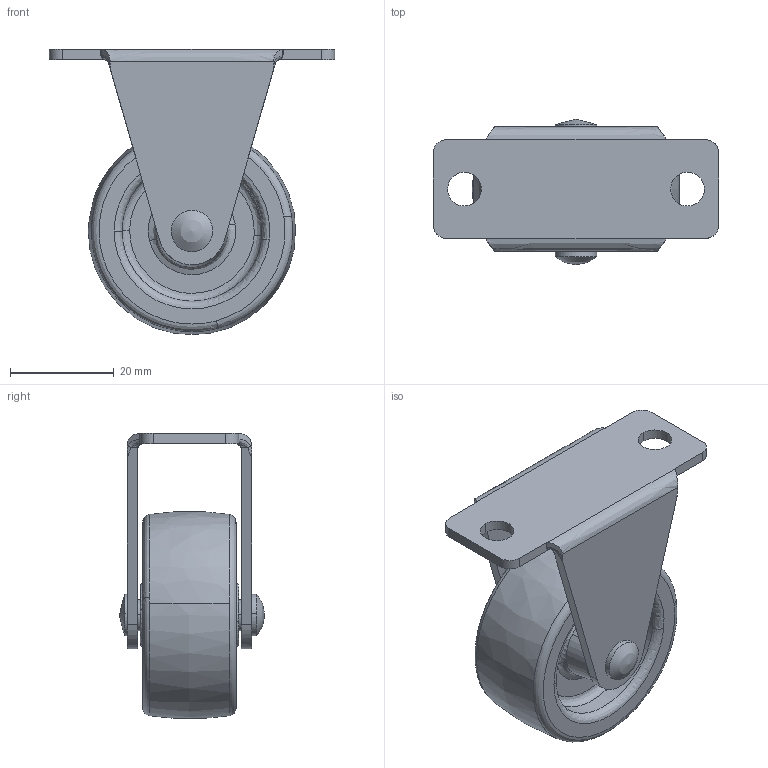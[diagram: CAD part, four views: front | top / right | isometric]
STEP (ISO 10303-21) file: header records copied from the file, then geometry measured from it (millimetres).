
FILE_DESCRIPTION((''),'2;1');
FILE_NAME('','2005-12-16T14:11:01',(''),(''),'','CADfix','');
FILE_SCHEMA(('AUTOMOTIVE_DESIGN'));
Length unit declared in the file: millimetre
Products named in the file (4): wheel; body; axle; No_602_N_13957_36
Assembly tree (3 placements, depth 2):
  No_602_N_13957_36
    wheel
    body
    axle
Bounding box: 55 x 28 x 54.93 mm (x, y, z)
Volume: 22548.1 mm3; surface area: 12654.3 mm2
Topology: 3 solids, 3 shells, 106 faces, 344 edges, 250 vertices
Faces by surface type: bspline 106
Entity records: 4909 total; most frequent: CARTESIAN_POINT 3026, ORIENTED_EDGE 688, EDGE_CURVE 344, VERTEX_POINT 250, EDGE_LOOP 122, FACE_OUTER_BOUND 106, ADVANCED_FACE 106, QUASI_UNIFORM_CURVE 92
